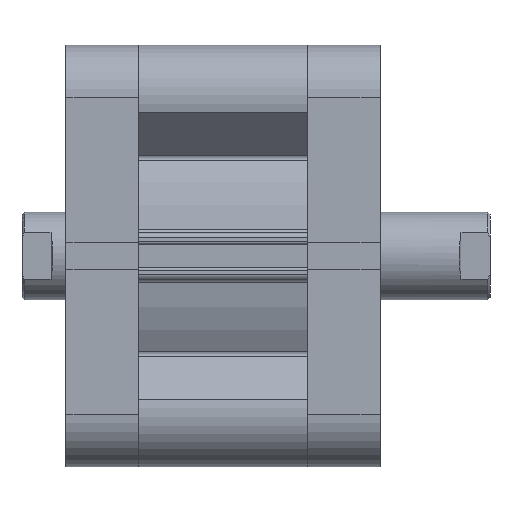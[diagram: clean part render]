
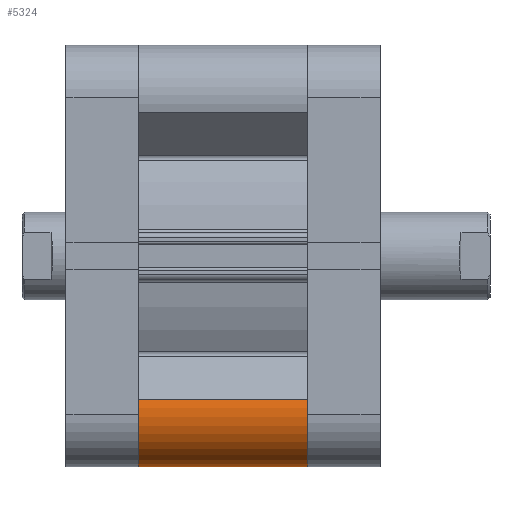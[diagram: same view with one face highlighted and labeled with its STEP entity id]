
A CAD part, front view. The second image highlights one B-rep face of the part: STEP entity #5324.
In plain terms, the highlighted cylindrical face has radius 12 mm (diameter 24 mm), a partial arc.
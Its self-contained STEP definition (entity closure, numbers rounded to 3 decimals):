
#437 = EDGE_LOOP ( 'NONE', ( #5689, #5688, #5668, #5665 ) ) ;
#1881 = FACE_OUTER_BOUND ( 'NONE', #437, .T. ) ;
#1884 = CYLINDRICAL_SURFACE ( 'NONE', #5092, 12. ) ;
#2763 = DIRECTION ( 'NONE',  ( -1., 0., 0. ) ) ;
#2764 = DIRECTION ( 'NONE',  ( 0., 0., -1. ) ) ;
#2765 = CARTESIAN_POINT ( 'NONE',  ( -36., -36., 38.5 ) ) ;
#3902 = CARTESIAN_POINT ( 'NONE',  ( -32.683, -47.533, 0. ) ) ;
#3933 = CARTESIAN_POINT ( 'NONE',  ( -32.683, -47.533, 38.5 ) ) ;
#3946 = CARTESIAN_POINT ( 'NONE',  ( -48., -36., 38.5 ) ) ;
#3954 = CARTESIAN_POINT ( 'NONE',  ( -48., -36., 0. ) ) ;
#4133 = EDGE_CURVE ( 'NONE', #7182, #7130, #5771, .T. ) ;
#4142 = EDGE_CURVE ( 'NONE', #7174, #7182, #5784, .T. ) ;
#4143 = EDGE_CURVE ( 'NONE', #7174, #7161, #5800, .T. ) ;
#4144 = EDGE_CURVE ( 'NONE', #7161, #7130, #5791, .T. ) ;
#4852 = AXIS2_PLACEMENT_3D ( 'NONE', #7052, #7057, #7063 ) ;
#4858 = AXIS2_PLACEMENT_3D ( 'NONE', #6935, #6901, #6903 ) ;
#5092 = AXIS2_PLACEMENT_3D ( 'NONE', #2765, #2764, #2763 ) ;
#5324 = ADVANCED_FACE ( 'NONE', ( #1881 ), #1884, .T. ) ;
#5665 = ORIENTED_EDGE ( 'NONE', *, *, #4144, .F. ) ;
#5668 = ORIENTED_EDGE ( 'NONE', *, *, #4133, .T. ) ;
#5688 = ORIENTED_EDGE ( 'NONE', *, *, #4142, .T. ) ;
#5689 = ORIENTED_EDGE ( 'NONE', *, *, #4143, .F. ) ;
#5771 = CIRCLE ( 'NONE', #4852, 12. ) ;
#5784 = LINE ( 'NONE', #6945, #5785 ) ;
#5785 = VECTOR ( 'NONE', #6948, 1000. ) ;
#5791 = LINE ( 'NONE', #6907, #5793 ) ;
#5793 = VECTOR ( 'NONE', #6908, 1000. ) ;
#5800 = CIRCLE ( 'NONE', #4858, 12. ) ;
#6901 = DIRECTION ( 'NONE',  ( 0., 0., 1. ) ) ;
#6903 = DIRECTION ( 'NONE',  ( -1., 0., 0. ) ) ;
#6907 = CARTESIAN_POINT ( 'NONE',  ( -32.683, -47.533, 38.5 ) ) ;
#6908 = DIRECTION ( 'NONE',  ( 0., 0., -1. ) ) ;
#6935 = CARTESIAN_POINT ( 'NONE',  ( -36., -36., 38.5 ) ) ;
#6945 = CARTESIAN_POINT ( 'NONE',  ( -48., -36., 38.5 ) ) ;
#6948 = DIRECTION ( 'NONE',  ( 0., 0., -1. ) ) ;
#7052 = CARTESIAN_POINT ( 'NONE',  ( -36., -36., 0. ) ) ;
#7057 = DIRECTION ( 'NONE',  ( 0., 0., 1. ) ) ;
#7063 = DIRECTION ( 'NONE',  ( -1., 0., 0. ) ) ;
#7130 = VERTEX_POINT ( 'NONE', #3902 ) ;
#7161 = VERTEX_POINT ( 'NONE', #3933 ) ;
#7174 = VERTEX_POINT ( 'NONE', #3946 ) ;
#7182 = VERTEX_POINT ( 'NONE', #3954 ) ;
